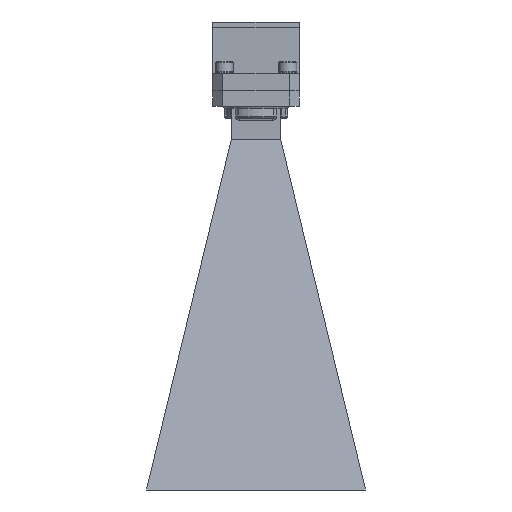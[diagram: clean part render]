
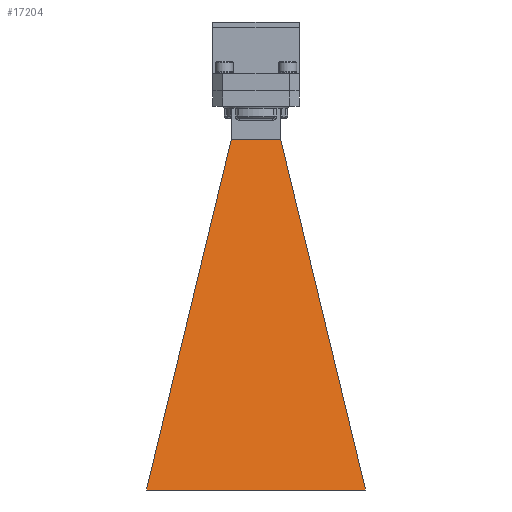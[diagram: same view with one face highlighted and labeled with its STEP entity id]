
A CAD part, front view. The second image highlights one B-rep face of the part: STEP entity #17204.
In plain terms, the highlighted planar face has unit normal (0, -0.981, 0.193).
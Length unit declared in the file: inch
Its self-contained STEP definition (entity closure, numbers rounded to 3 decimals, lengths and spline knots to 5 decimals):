
#1066 = VERTEX_POINT ( 'NONE', #28181 ) ;
#1355 = FACE_OUTER_BOUND ( 'NONE', #13592, .T. ) ;
#1657 = CARTESIAN_POINT ( 'NONE',  ( -1.104, -0.819, -4.025 ) ) ;
#2645 = ORIENTED_EDGE ( 'NONE', *, *, #30115, .T. ) ;
#2867 = DIRECTION ( 'NONE',  ( 1., 0., 0. ) ) ;
#4507 = VERTEX_POINT ( 'NONE', #5720 ) ;
#4617 = VECTOR ( 'NONE', #18376, 39.37008 ) ;
#5185 = CARTESIAN_POINT ( 'NONE',  ( 1.104, -0.819, -4.025 ) ) ;
#5720 = CARTESIAN_POINT ( 'NONE',  ( -1.104, -0.819, -4.025 ) ) ;
#9047 = VECTOR ( 'NONE', #2867, 39.37008 ) ;
#9792 = LINE ( 'NONE', #17092, #9047 ) ;
#11153 = CARTESIAN_POINT ( 'NONE',  ( 0.083, -0.124, -0.495 ) ) ;
#12696 = CARTESIAN_POINT ( 'NONE',  ( -0.249, -0.124, -0.495 ) ) ;
#12755 = LINE ( 'NONE', #17824, #13125 ) ;
#13125 = VECTOR ( 'NONE', #24969, 39.37008 ) ;
#13345 = PLANE ( 'NONE',  #23451 ) ;
#13447 = CARTESIAN_POINT ( 'NONE',  ( 0., -0.02555, 0.00503 ) ) ;
#13592 = EDGE_LOOP ( 'NONE', ( #2645, #17114, #23022, #26898 ) ) ;
#17092 = CARTESIAN_POINT ( 'NONE',  ( -1.104, -0.819, -4.025 ) ) ;
#17114 = ORIENTED_EDGE ( 'NONE', *, *, #24691, .T. ) ;
#17204 = ADVANCED_FACE ( 'NONE', ( #1355 ), #13345, .T. ) ;
#17824 = CARTESIAN_POINT ( 'NONE',  ( 1.104, -0.819, -4.025 ) ) ;
#18376 = DIRECTION ( 'NONE',  ( 0.231, 0.188, 0.955 ) ) ;
#19455 = EDGE_CURVE ( 'NONE', #4507, #23100, #29874, .T. ) ;
#19873 = EDGE_CURVE ( 'NONE', #4507, #26811, #9792, .T. ) ;
#21084 = CARTESIAN_POINT ( 'NONE',  ( -0.249, -0.124, -0.495 ) ) ;
#21196 = CARTESIAN_POINT ( 'NONE',  ( -0.083, -0.124, -0.495 ) ) ;
#22676 = DIRECTION ( 'NONE',  ( 0., -0.981, 0.193 ) ) ;
#22787 = B_SPLINE_CURVE_WITH_KNOTS ( 'NONE', 3,
 ( #25351, #11153, #21196, #21084 ),
 .UNSPECIFIED., .F., .F.,
 ( 4, 4 ),
 ( 0., 1. ),
 .UNSPECIFIED. ) ;
#23022 = ORIENTED_EDGE ( 'NONE', *, *, #19455, .F. ) ;
#23100 = VERTEX_POINT ( 'NONE', #12696 ) ;
#23451 = AXIS2_PLACEMENT_3D ( 'NONE', #13447, #22676, #30055 ) ;
#24691 = EDGE_CURVE ( 'NONE', #1066, #23100, #22787, .T. ) ;
#24969 = DIRECTION ( 'NONE',  ( -0.231, 0.188, 0.955 ) ) ;
#25351 = CARTESIAN_POINT ( 'NONE',  ( 0.249, -0.124, -0.495 ) ) ;
#26811 = VERTEX_POINT ( 'NONE', #5185 ) ;
#26898 = ORIENTED_EDGE ( 'NONE', *, *, #19873, .T. ) ;
#28181 = CARTESIAN_POINT ( 'NONE',  ( 0.249, -0.124, -0.495 ) ) ;
#29874 = LINE ( 'NONE', #1657, #4617 ) ;
#30055 = DIRECTION ( 'NONE',  ( 0., -0.193, -0.981 ) ) ;
#30115 = EDGE_CURVE ( 'NONE', #26811, #1066, #12755, .T. ) ;
